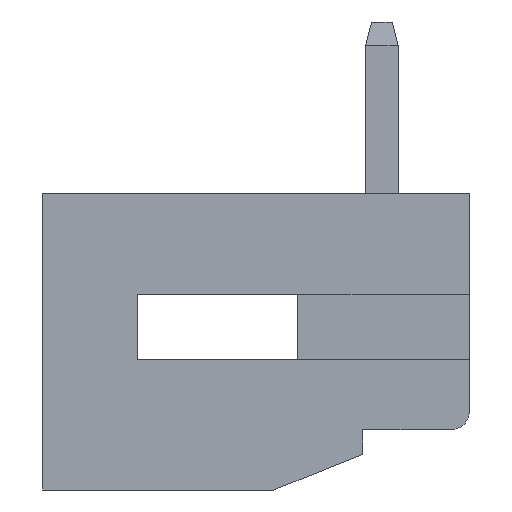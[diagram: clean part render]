
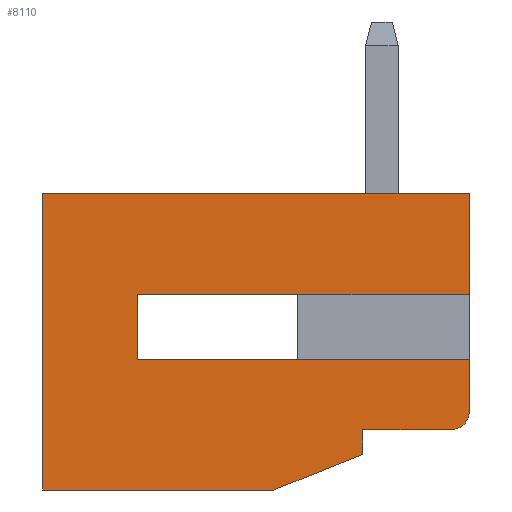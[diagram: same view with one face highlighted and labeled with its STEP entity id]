
A CAD part, left-side view. The second image highlights one B-rep face of the part: STEP entity #8110.
In plain terms, the highlighted planar face has unit normal (-1, 0, 0).
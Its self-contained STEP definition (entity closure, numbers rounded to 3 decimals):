
#60=CARTESIAN_POINT('',(-12.653,0.,-0.141));
#70=DIRECTION('',(0.,0.928,-0.371));
#80=VECTOR('',#70,1.);
#90=LINE('',#60,#80);
#100=CARTESIAN_POINT('',(-12.653,0.397,-0.3
));
#110=VERTEX_POINT('',#100);
#120=CARTESIAN_POINT('',(-12.653,1.897,-0.9));
#130=VERTEX_POINT('',#120);
#140=EDGE_CURVE('',#110,#130,#90,.T.);
#2510=CARTESIAN_POINT('',(-12.653,3.697,0.));
#2520=DIRECTION('',(0.,0.,-1.));
#2530=VECTOR('',#2520,1.);
#2540=LINE('',#2510,#2530);
#2550=CARTESIAN_POINT('',(-12.653,3.697,-3.6));
#2560=VERTEX_POINT('',#2550);
#2570=CARTESIAN_POINT('',(-12.653,3.697,-5.3));
#2580=VERTEX_POINT('',#2570);
#2590=EDGE_CURVE('',#2560,#2580,#2540,.T.);
#2810=CARTESIAN_POINT('',(-12.653,3.697,-1.62));
#2820=VERTEX_POINT('',#2810);
#2850=CARTESIAN_POINT('',(-12.653,3.697,-2.5));
#2860=VERTEX_POINT('',#2850);
#2870=EDGE_CURVE('',#2820,#2860,#2540,.T.);
#6060=CARTESIAN_POINT('',(-12.653,-1.903,-3.6));
#6070=VERTEX_POINT('',#6060);
#6100=CARTESIAN_POINT('',(-12.653,0.,-3.6));
#6110=DIRECTION('',(0.,-1.,0.));
#6120=VECTOR('',#6110,1.);
#6130=LINE('',#6100,#6120);
#6140=EDGE_CURVE('',#2560,#6070,#6130,.T.);
#6940=CARTESIAN_POINT('',(-12.653,-1.903,-2.5));
#6950=VERTEX_POINT('',#6940);
#6980=CARTESIAN_POINT('',(-12.653,-1.903,0.));
#6990=DIRECTION('',(0.,0.,1.));
#7000=VECTOR('',#6990,1.);
#7010=LINE('',#6980,#7000);
#7020=EDGE_CURVE('',#6070,#6950,#7010,.T.);
#7480=CARTESIAN_POINT('',(-12.653,3.697,0.2));
#7490=DIRECTION('',(-1.,0.,0.));
#7500=DIRECTION('',(0.,-1.,0.));
#7510=AXIS2_PLACEMENT_3D('',#7480,#7490,#7500);
#7520=PLANE('',#7510);
#7530=CARTESIAN_POINT('',(-12.653,0.,-5.3));
#7540=DIRECTION('',(0.,1.,0.));
#7550=VECTOR('',#7540,1.);
#7560=LINE('',#7530,#7550);
#7570=CARTESIAN_POINT('',(-12.653,-3.503,-5.3));
#7580=VERTEX_POINT('',#7570);
#7590=EDGE_CURVE('',#7580,#2580,#7560,.T.);
#7600=ORIENTED_EDGE('',*,*,#7590,.F.);
#7610=ORIENTED_EDGE('',*,*,#2590,.T.);
#7620=ORIENTED_EDGE('',*,*,#6140,.F.);
#7630=ORIENTED_EDGE('',*,*,#7020,.F.);
#7640=CARTESIAN_POINT('',(-12.653,0.,-2.5));
#7650=DIRECTION('',(0.,-1.,0.));
#7660=VECTOR('',#7650,1.);
#7670=LINE('',#7640,#7660);
#7680=EDGE_CURVE('',#2860,#6950,#7670,.T.);
#7690=ORIENTED_EDGE('',*,*,#7680,.T.);
#7700=ORIENTED_EDGE('',*,*,#2870,.T.);
#7710=CARTESIAN_POINT('',(-12.653,3.397,-1.62));
#7720=DIRECTION('',(-1.,0.,0.));
#7730=DIRECTION('',(0.,-1.,0.));
#7740=AXIS2_PLACEMENT_3D('',#7710,#7720,#7730);
#7750=CIRCLE('',#7740,0.3);
#7760=CARTESIAN_POINT('',(-12.653,3.397,-1.32));
#7770=VERTEX_POINT('',#7760);
#7780=EDGE_CURVE('',#7770,#2820,#7750,.T.);
#7790=ORIENTED_EDGE('',*,*,#7780,.T.);
#7800=CARTESIAN_POINT('',(-12.653,0.,-1.32));
#7810=DIRECTION('',(0.,-1.,0.));
#7820=VECTOR('',#7810,1.);
#7830=LINE('',#7800,#7820);
#7840=CARTESIAN_POINT('',(-12.653,1.897,-1.32));
#7850=VERTEX_POINT('',#7840);
#7860=EDGE_CURVE('',#7770,#7850,#7830,.T.);
#7870=ORIENTED_EDGE('',*,*,#7860,.F.);
#7880=CARTESIAN_POINT('',(-12.653,1.897,0.));
#7890=DIRECTION('',(0.,0.,-1.));
#7900=VECTOR('',#7890,1.);
#7910=LINE('',#7880,#7900);
#7920=EDGE_CURVE('',#130,#7850,#7910,.T.);
#7930=ORIENTED_EDGE('',*,*,#7920,.T.);
#7940=ORIENTED_EDGE('',*,*,#140,.T.);
#7950=CARTESIAN_POINT('',(-12.653,0.,-0.3));
#7960=DIRECTION('',(0.,1.,0.));
#7970=VECTOR('',#7960,1.);
#7980=LINE('',#7950,#7970);
#7990=CARTESIAN_POINT('',(-12.653,-3.503,-0.3));
#8000=VERTEX_POINT('',#7990);
#8010=EDGE_CURVE('',#8000,#110,#7980,.T.);
#8020=ORIENTED_EDGE('',*,*,#8010,.T.);
#8030=CARTESIAN_POINT('',(-12.653,-3.503,0.));
#8040=DIRECTION('',(0.,0.,1.));
#8050=VECTOR('',#8040,1.);
#8060=LINE('',#8030,#8050);
#8070=EDGE_CURVE('',#7580,#8000,#8060,.T.);
#8080=ORIENTED_EDGE('',*,*,#8070,.T.);
#8090=EDGE_LOOP('',(#8080,#8020,#7940,#7930,#7870,#7790,#7700,#7690,
#7630,#7620,#7610,#7600));
#8100=FACE_OUTER_BOUND('',#8090,.T.);
#8110=ADVANCED_FACE('',(#8100),#7520,.T.);
